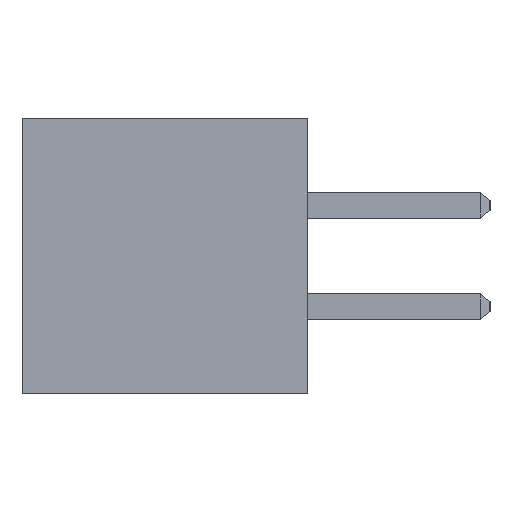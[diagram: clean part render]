
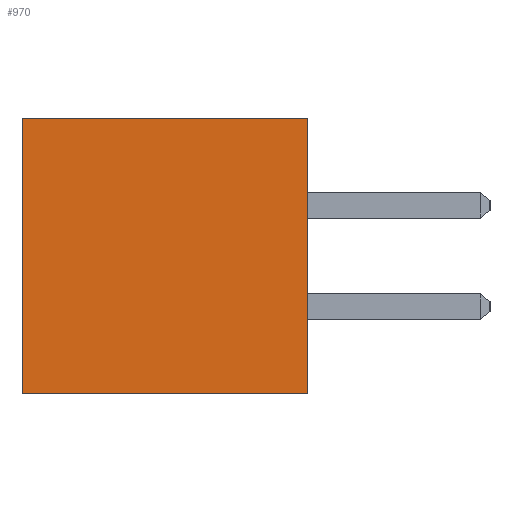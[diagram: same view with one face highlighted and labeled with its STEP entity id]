
A CAD part, left-side view. The second image highlights one B-rep face of the part: STEP entity #970.
In plain terms, the highlighted planar face has unit normal (-1, 0, 0).
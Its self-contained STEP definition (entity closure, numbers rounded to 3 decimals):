
#431 = ORIENTED_EDGE ( 'NONE', *, *, #11428, .T. ) ;
#613 = VECTOR ( 'NONE', #699, 1000. ) ;
#699 = DIRECTION ( 'NONE',  ( 0., 0., 1. ) ) ;
#816 = DIRECTION ( 'NONE',  ( 0., 0., -1. ) ) ;
#945 = EDGE_CURVE ( 'NONE', #4374, #9928, #1032, .T. ) ;
#970 = ADVANCED_FACE ( 'NONE', ( #2207 ), #11886, .F. ) ;
#1032 = LINE ( 'NONE', #6200, #613 ) ;
#1735 = LINE ( 'NONE', #3129, #5053 ) ;
#1892 = VECTOR ( 'NONE', #10673, 1000. ) ;
#1896 = LINE ( 'NONE', #2225, #8930 ) ;
#2141 = DIRECTION ( 'NONE',  ( 0., -1., 0. ) ) ;
#2207 = FACE_OUTER_BOUND ( 'NONE', #11275, .T. ) ;
#2225 = CARTESIAN_POINT ( 'NONE',  ( 0., 5.65, 0. ) ) ;
#2849 = ORIENTED_EDGE ( 'NONE', *, *, #3555, .F. ) ;
#3129 = CARTESIAN_POINT ( 'NONE',  ( 0., 5.65, 0. ) ) ;
#3520 = ORIENTED_EDGE ( 'NONE', *, *, #3588, .F. ) ;
#3555 = EDGE_CURVE ( 'NONE', #7361, #9928, #1896, .T. ) ;
#3588 = EDGE_CURVE ( 'NONE', #5777, #7361, #1735, .T. ) ;
#3626 = CARTESIAN_POINT ( 'NONE',  ( 0., 5.65, 0. ) ) ;
#3666 = DIRECTION ( 'NONE',  ( 1., 0., 0. ) ) ;
#3937 = CARTESIAN_POINT ( 'NONE',  ( 0., 5.65, -5.45 ) ) ;
#4374 = VERTEX_POINT ( 'NONE', #7086 ) ;
#5053 = VECTOR ( 'NONE', #10403, 1000. ) ;
#5777 = VERTEX_POINT ( 'NONE', #3937 ) ;
#6200 = CARTESIAN_POINT ( 'NONE',  ( 0., 0., 0. ) ) ;
#7086 = CARTESIAN_POINT ( 'NONE',  ( 0., 0., -5.45 ) ) ;
#7361 = VERTEX_POINT ( 'NONE', #9724 ) ;
#7679 = AXIS2_PLACEMENT_3D ( 'NONE', #3626, #3666, #816 ) ;
#8930 = VECTOR ( 'NONE', #2141, 1000. ) ;
#9666 = LINE ( 'NONE', #9773, #1892 ) ;
#9724 = CARTESIAN_POINT ( 'NONE',  ( 0., 5.65, 0. ) ) ;
#9773 = CARTESIAN_POINT ( 'NONE',  ( 0., 5.65, -5.45 ) ) ;
#9928 = VERTEX_POINT ( 'NONE', #11620 ) ;
#10403 = DIRECTION ( 'NONE',  ( 0., 0., 1. ) ) ;
#10645 = ORIENTED_EDGE ( 'NONE', *, *, #945, .T. ) ;
#10673 = DIRECTION ( 'NONE',  ( 0., -1., 0. ) ) ;
#11275 = EDGE_LOOP ( 'NONE', ( #10645, #2849, #3520, #431 ) ) ;
#11428 = EDGE_CURVE ( 'NONE', #5777, #4374, #9666, .T. ) ;
#11620 = CARTESIAN_POINT ( 'NONE',  ( 0., 0., 0. ) ) ;
#11886 = PLANE ( 'NONE',  #7679 ) ;
